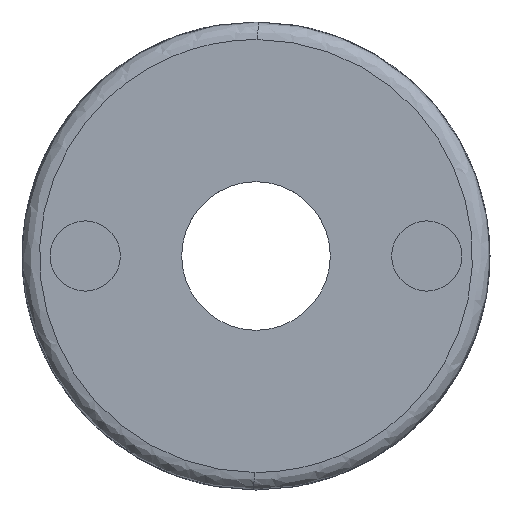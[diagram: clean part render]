
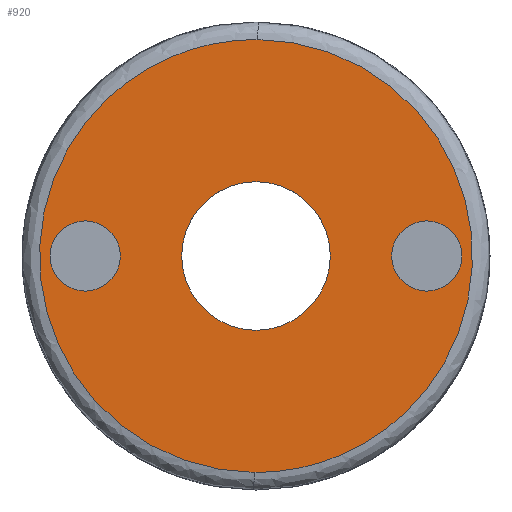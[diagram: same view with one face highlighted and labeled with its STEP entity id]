
A CAD part, left-side view. The second image highlights one B-rep face of the part: STEP entity #920.
In plain terms, the highlighted planar face has unit normal (-1, 0, 0).
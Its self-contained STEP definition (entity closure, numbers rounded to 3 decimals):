
#30 = VERTEX_POINT ( 'NONE', #3297 ) ;
#90 = VERTEX_POINT ( 'NONE', #1769 ) ;
#148 = AXIS2_PLACEMENT_3D ( 'NONE', #2616, #2614, #2560 ) ;
#270 = ORIENTED_EDGE ( 'NONE', *, *, #4113, .F. ) ;
#283 = VERTEX_POINT ( 'NONE', #434 ) ;
#320 = ORIENTED_EDGE ( 'NONE', *, *, #1865, .T. ) ;
#381 =( BOUNDED_CURVE ( )  B_SPLINE_CURVE ( 3, ( #1456, #1501, #1335, #1329 ),
 .UNSPECIFIED., .F., .T. ) 
 B_SPLINE_CURVE_WITH_KNOTS ( ( 4, 4 ),
 ( 0.003, 1. ),
 .UNSPECIFIED. ) 
 CURVE ( )  GEOMETRIC_REPRESENTATION_ITEM ( )  RATIONAL_B_SPLINE_CURVE ( ( 1., 0.336, 0.336, 1. ) ) 
 REPRESENTATION_ITEM ( '' )  );
#395 = FACE_BOUND ( 'NONE', #5196, .T. ) ;
#434 = CARTESIAN_POINT ( 'NONE',  ( -13., 0., 9.25 ) ) ;
#663 = CARTESIAN_POINT ( 'NONE',  ( -13., 7.3, -1.5 ) ) ;
#689 = DIRECTION ( 'NONE',  ( 0., 0., -1. ) ) ;
#697 = CARTESIAN_POINT ( 'NONE',  ( -13., 0., -9.25 ) ) ;
#764 = DIRECTION ( 'NONE',  ( 1., 0., 0. ) ) ;
#791 = CARTESIAN_POINT ( 'NONE',  ( -13., -7.3, 0. ) ) ;
#920 = ADVANCED_FACE ( 'NONE', ( #395, #2808, #2800, #2789 ), #1400, .F. ) ;
#928 = CARTESIAN_POINT ( 'NONE',  ( -13., 0.082, -9.25 ) ) ;
#942 = CARTESIAN_POINT ( 'NONE',  ( -13., 0.055, -9.25 ) ) ;
#945 = EDGE_LOOP ( 'NONE', ( #4427, #4423 ) ) ;
#1013 = CARTESIAN_POINT ( 'NONE',  ( -13., 0.027, -9.25 ) ) ;
#1021 = CARTESIAN_POINT ( 'NONE',  ( -13., 0., -9.25 ) ) ;
#1076 = CARTESIAN_POINT ( 'NONE',  ( -13., 0., 0. ) ) ;
#1175 = EDGE_LOOP ( 'NONE', ( #4391, #5280, #5295, #270 ) ) ;
#1253 =( BOUNDED_CURVE ( )  B_SPLINE_CURVE ( 3, ( #4086, #4240, #4016, #4005 ),
 .UNSPECIFIED., .F., .T. ) 
 B_SPLINE_CURVE_WITH_KNOTS ( ( 4, 4 ),
 ( 0., 0.003 ),
 .UNSPECIFIED. ) 
 CURVE ( )  GEOMETRIC_REPRESENTATION_ITEM ( )  RATIONAL_B_SPLINE_CURVE ( ( 1., 1., 1., 1. ) ) 
 REPRESENTATION_ITEM ( '' )  );
#1281 = CIRCLE ( 'NONE', #3165, 3.175 ) ;
#1322 = CARTESIAN_POINT ( 'NONE',  ( -13., -7.3, -1.5 ) ) ;
#1329 = CARTESIAN_POINT ( 'NONE',  ( -13., 0., -9.25 ) ) ;
#1335 = CARTESIAN_POINT ( 'NONE',  ( -13., -18.337, -9.25 ) ) ;
#1387 = VERTEX_POINT ( 'NONE', #4735 ) ;
#1388 = VERTEX_POINT ( 'NONE', #4762 ) ;
#1400 = PLANE ( 'NONE',  #2358 ) ;
#1414 = DIRECTION ( 'NONE',  ( 1., 0., 0. ) ) ;
#1427 = AXIS2_PLACEMENT_3D ( 'NONE', #791, #764, #689 ) ;
#1431 = DIRECTION ( 'NONE',  ( 0., 0., -1. ) ) ;
#1456 = CARTESIAN_POINT ( 'NONE',  ( -13., -0.082, 9.25 ) ) ;
#1501 = CARTESIAN_POINT ( 'NONE',  ( -13., -18.418, 9.087 ) ) ;
#1769 = CARTESIAN_POINT ( 'NONE',  ( -13., 0., -3.175 ) ) ;
#1783 =( BOUNDED_CURVE ( )  B_SPLINE_CURVE ( 3, ( #1021, #1013, #942, #928 ),
 .UNSPECIFIED., .F., .T. ) 
 B_SPLINE_CURVE_WITH_KNOTS ( ( 4, 4 ),
 ( 0., 0.003 ),
 .UNSPECIFIED. ) 
 CURVE ( )  GEOMETRIC_REPRESENTATION_ITEM ( )  RATIONAL_B_SPLINE_CURVE ( ( 1., 1., 1., 1. ) ) 
 REPRESENTATION_ITEM ( '' )  );
#1806 = EDGE_CURVE ( 'NONE', #283, #5304, #1253, .T. ) ;
#1847 = EDGE_CURVE ( 'NONE', #1883, #283, #4629, .T. ) ;
#1865 = EDGE_CURVE ( 'NONE', #90, #1388, #3973, .T. ) ;
#1875 = EDGE_CURVE ( 'NONE', #2837, #30, #3995, .T. ) ;
#1883 = VERTEX_POINT ( 'NONE', #2992 ) ;
#1884 = EDGE_CURVE ( 'NONE', #2671, #1387, #3997, .T. ) ;
#2193 = CARTESIAN_POINT ( 'NONE',  ( -13., 0., 0. ) ) ;
#2358 = AXIS2_PLACEMENT_3D ( 'NONE', #1076, #1414, #1431 ) ;
#2560 = DIRECTION ( 'NONE',  ( 0., 0., -1. ) ) ;
#2614 = DIRECTION ( 'NONE',  ( 1., 0., 0. ) ) ;
#2616 = CARTESIAN_POINT ( 'NONE',  ( -13., -7.3, 0. ) ) ;
#2625 = DIRECTION ( 'NONE',  ( 1., 0., 0. ) ) ;
#2671 = VERTEX_POINT ( 'NONE', #1322 ) ;
#2685 = DIRECTION ( 'NONE',  ( 0., 0., -1. ) ) ;
#2695 = DIRECTION ( 'NONE',  ( 1., 0., 0. ) ) ;
#2713 = CIRCLE ( 'NONE', #1427, 1.5 ) ;
#2721 = CARTESIAN_POINT ( 'NONE',  ( -13., 7.3, 0. ) ) ;
#2789 = FACE_OUTER_BOUND ( 'NONE', #1175, .T. ) ;
#2799 = VERTEX_POINT ( 'NONE', #697 ) ;
#2800 = FACE_BOUND ( 'NONE', #5327, .T. ) ;
#2808 = FACE_BOUND ( 'NONE', #945, .T. ) ;
#2837 = VERTEX_POINT ( 'NONE', #663 ) ;
#2931 = DIRECTION ( 'NONE',  ( 0., 0., 1. ) ) ;
#2946 = DIRECTION ( 'NONE',  ( 1., 0., 0. ) ) ;
#2956 = CARTESIAN_POINT ( 'NONE',  ( -13., 0., 0. ) ) ;
#2992 = CARTESIAN_POINT ( 'NONE',  ( -13., 0.082, -9.25 ) ) ;
#3165 = AXIS2_PLACEMENT_3D ( 'NONE', #2193, #2625, #5011 ) ;
#3198 = EDGE_CURVE ( 'NONE', #1387, #2671, #2713, .T. ) ;
#3297 = CARTESIAN_POINT ( 'NONE',  ( -13., 7.3, 1.5 ) ) ;
#3452 = CARTESIAN_POINT ( 'NONE',  ( -13., 0., 9.25 ) ) ;
#3467 = CARTESIAN_POINT ( 'NONE',  ( -13., 18.337, 9.25 ) ) ;
#3490 = DIRECTION ( 'NONE',  ( 0., 0., -1. ) ) ;
#3499 = CARTESIAN_POINT ( 'NONE',  ( -13., 7.3, 0. ) ) ;
#3545 = DIRECTION ( 'NONE',  ( 1., 0., 0. ) ) ;
#3653 = CIRCLE ( 'NONE', #4760, 1.5 ) ;
#3702 = CARTESIAN_POINT ( 'NONE',  ( -13., 18.418, -9.087 ) ) ;
#3844 = CARTESIAN_POINT ( 'NONE',  ( -13., 0.082, -9.25 ) ) ;
#3973 = CIRCLE ( 'NONE', #4555, 3.175 ) ;
#3995 = CIRCLE ( 'NONE', #5294, 1.5 ) ;
#3997 = CIRCLE ( 'NONE', #148, 1.5 ) ;
#4005 = CARTESIAN_POINT ( 'NONE',  ( -13., -0.082, 9.25 ) ) ;
#4016 = CARTESIAN_POINT ( 'NONE',  ( -13., -0.055, 9.25 ) ) ;
#4086 = CARTESIAN_POINT ( 'NONE',  ( -13., 0., 9.25 ) ) ;
#4113 = EDGE_CURVE ( 'NONE', #5304, #2799, #381, .T. ) ;
#4155 = EDGE_CURVE ( 'NONE', #2799, #1883, #1783, .T. ) ;
#4240 = CARTESIAN_POINT ( 'NONE',  ( -13., -0.027, 9.25 ) ) ;
#4330 = EDGE_CURVE ( 'NONE', #30, #2837, #3653, .T. ) ;
#4385 = ORIENTED_EDGE ( 'NONE', *, *, #3198, .T. ) ;
#4391 = ORIENTED_EDGE ( 'NONE', *, *, #1806, .F. ) ;
#4423 = ORIENTED_EDGE ( 'NONE', *, *, #4330, .T. ) ;
#4427 = ORIENTED_EDGE ( 'NONE', *, *, #1875, .T. ) ;
#4465 = CARTESIAN_POINT ( 'NONE',  ( -13., -0.082, 9.25 ) ) ;
#4535 = EDGE_CURVE ( 'NONE', #1388, #90, #1281, .T. ) ;
#4555 = AXIS2_PLACEMENT_3D ( 'NONE', #2956, #2946, #2931 ) ;
#4557 = ORIENTED_EDGE ( 'NONE', *, *, #1884, .T. ) ;
#4574 = ORIENTED_EDGE ( 'NONE', *, *, #4535, .T. ) ;
#4629 =( BOUNDED_CURVE ( )  B_SPLINE_CURVE ( 3, ( #3844, #3702, #3467, #3452 ),
 .UNSPECIFIED., .F., .T. ) 
 B_SPLINE_CURVE_WITH_KNOTS ( ( 4, 4 ),
 ( 0.003, 1. ),
 .UNSPECIFIED. ) 
 CURVE ( )  GEOMETRIC_REPRESENTATION_ITEM ( )  RATIONAL_B_SPLINE_CURVE ( ( 1., 0.336, 0.336, 1. ) ) 
 REPRESENTATION_ITEM ( '' )  );
#4735 = CARTESIAN_POINT ( 'NONE',  ( -13., -7.3, 1.5 ) ) ;
#4760 = AXIS2_PLACEMENT_3D ( 'NONE', #3499, #3545, #3490 ) ;
#4762 = CARTESIAN_POINT ( 'NONE',  ( -13., 0., 3.175 ) ) ;
#5011 = DIRECTION ( 'NONE',  ( 0., 0., 1. ) ) ;
#5196 = EDGE_LOOP ( 'NONE', ( #4557, #4385 ) ) ;
#5280 = ORIENTED_EDGE ( 'NONE', *, *, #1847, .F. ) ;
#5294 = AXIS2_PLACEMENT_3D ( 'NONE', #2721, #2695, #2685 ) ;
#5295 = ORIENTED_EDGE ( 'NONE', *, *, #4155, .F. ) ;
#5304 = VERTEX_POINT ( 'NONE', #4465 ) ;
#5327 = EDGE_LOOP ( 'NONE', ( #4574, #320 ) ) ;
